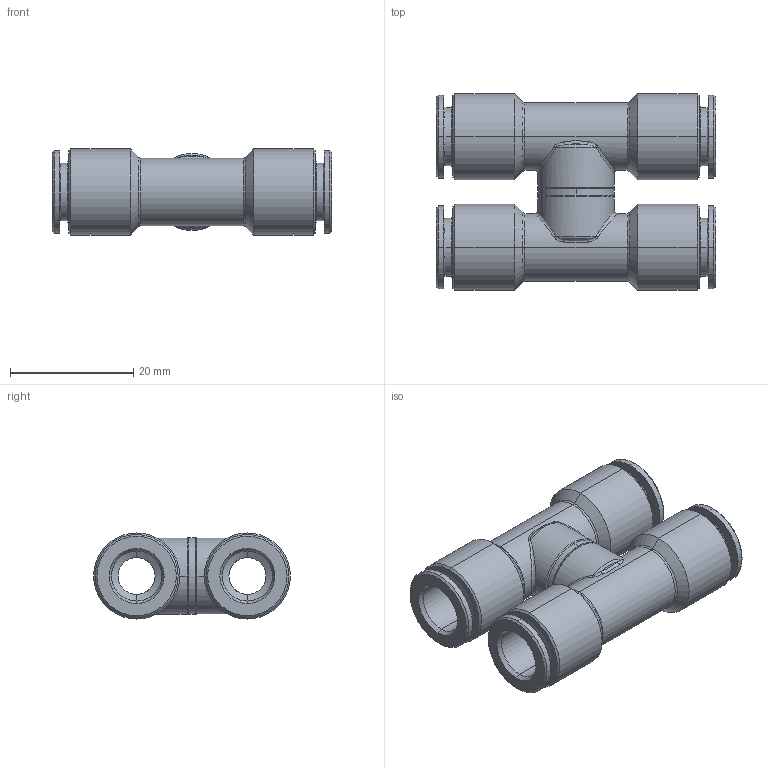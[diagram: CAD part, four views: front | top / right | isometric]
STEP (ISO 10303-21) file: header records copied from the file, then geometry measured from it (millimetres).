
FILE_DESCRIPTION (( 'STEP AP203' ), '1' );
FILE_NAME ('A0364040.STEP', '2009-12-17T07:36:57', ( '' ), ( 'sopra-pneumatic' ), 'SwSTEP 2.0', 'SolidWorks 2009', '' );
FILE_SCHEMA (( 'CONFIG_CONTROL_DESIGN' ));
Length unit declared in the file: millimetre
Products named in the file (1): A0364040
Bounding box: 45.4 x 32 x 14 mm (x, y, z)
Volume: 7841.1 mm3; surface area: 7111.6 mm2
Topology: 1 solids, 1 shells, 156 faces, 328 edges, 184 vertices
Faces by surface type: cone 64, cylinder 50, bspline 16, plane 14, torus 12
Entity records: 6709 total; most frequent: CARTESIAN_POINT 3305, DIRECTION 746, ORIENTED_EDGE 656, EDGE_CURVE 328, AXIS2_PLACEMENT_3D 317, VERTEX_POINT 184, CIRCLE 176, EDGE_LOOP 172
